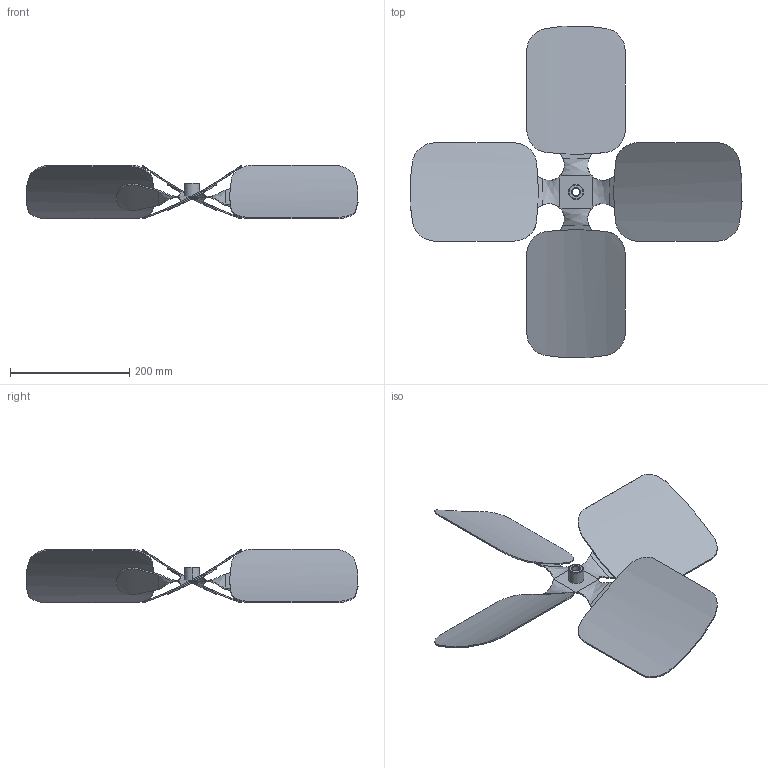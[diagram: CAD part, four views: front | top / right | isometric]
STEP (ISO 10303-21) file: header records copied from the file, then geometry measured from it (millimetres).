
FILE_DESCRIPTION (( 'STEP AP203' ), '1' );
FILE_NAME ('119-5607.STEP', '2024-11-29T15:24:34', ( '' ), ( '' ), 'SwSTEP 2.0', 'SolidWorks 2022', '' );
FILE_SCHEMA (( 'CONFIG_CONTROL_DESIGN' ));
Length unit declared in the file: inch
Products named in the file (1): 119-5607
Bounding box: 557.87 x 557.87 x 90.49 mm (x, y, z)
Volume: 373958.7 mm3; surface area: 377559.3 mm2
Topology: 6 solids, 6 shells, 112 faces, 273 edges, 174 vertices
Faces by surface type: cylinder 71, plane 25, bspline 8, cone 8
Entity records: 5424 total; most frequent: CARTESIAN_POINT 3026, ORIENTED_EDGE 546, DIRECTION 365, EDGE_CURVE 273, VERTEX_POINT 174, AXIS2_PLACEMENT_3D 133, B_SPLINE_CURVE_WITH_KNOTS 130, EDGE_LOOP 117
